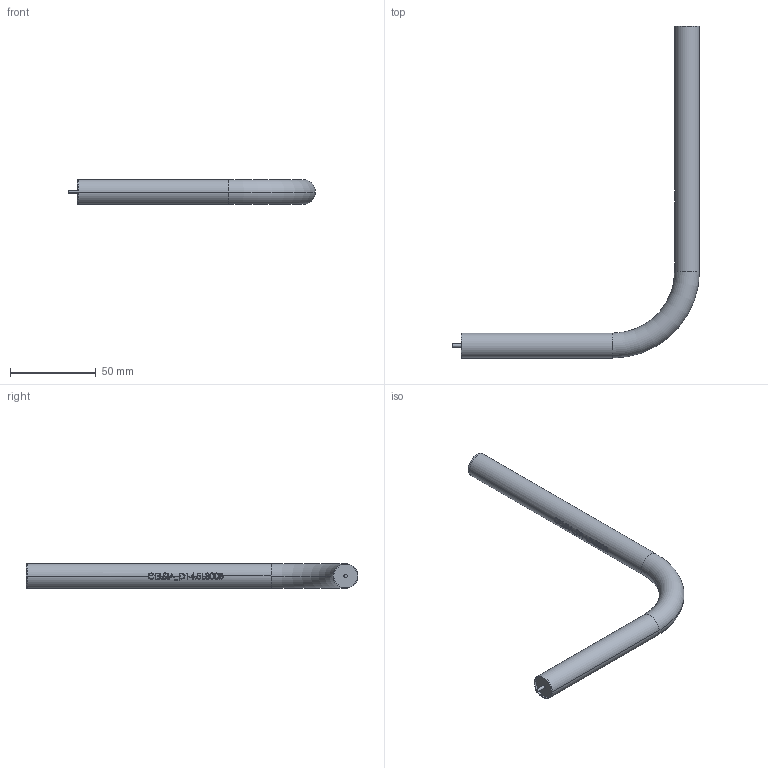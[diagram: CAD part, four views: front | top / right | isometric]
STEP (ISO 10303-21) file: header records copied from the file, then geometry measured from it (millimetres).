
FILE_DESCRIPTION (( 'STEP AP214' ), '1' );
FILE_NAME ('CELSIA_D14.5L300B.STEP', '2025-11-14T10:42:33', ( '' ), ( '' ), 'SwSTEP 2.0', 'SolidWorks 2023', '' );
FILE_SCHEMA (( 'AUTOMOTIVE_DESIGN' ));
Length unit declared in the file: millimetre
Products named in the file (1): CELSIA_D14.5L300B
Bounding box: 144.24 x 193.93 x 14.5 mm (x, y, z)
Volume: 49259.5 mm3; surface area: 14142.9 mm2
Topology: 1 solids, 1 shells, 216 faces, 602 edges, 400 vertices
Faces by surface type: bspline 99, plane 80, cylinder 35, torus 2
Entity records: 22029 total; most frequent: CARTESIAN_POINT 17318, ORIENTED_EDGE 1204, EDGE_CURVE 602, DIRECTION 601, VERTEX_POINT 400, B_SPLINE_CURVE_WITH_KNOTS 333, EDGE_LOOP 228, FACE_OUTER_BOUND 216
